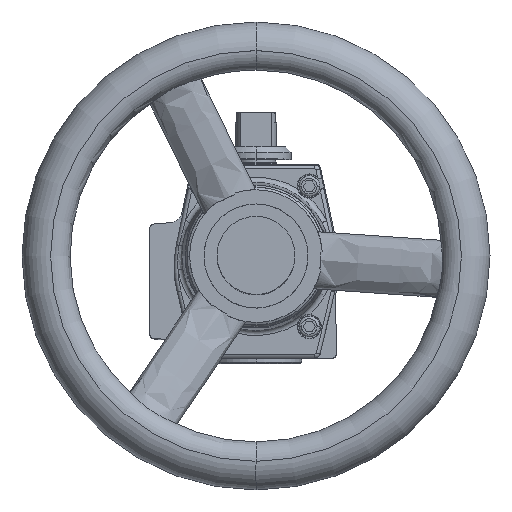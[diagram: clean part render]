
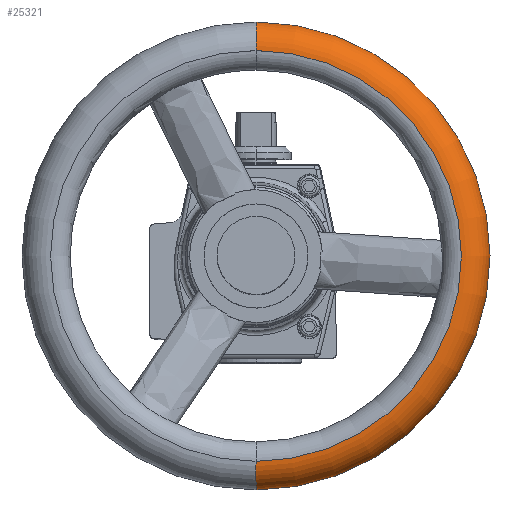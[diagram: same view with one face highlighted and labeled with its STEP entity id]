
A CAD part, top view. The second image highlights one B-rep face of the part: STEP entity #25321.
In plain terms, the highlighted toroidal (fillet/blend) face has major radius 79 mm and minor radius 11 mm.
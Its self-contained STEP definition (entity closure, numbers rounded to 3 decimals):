
#523 = CARTESIAN_POINT ( 'NONE',  ( -24.836, -24.836, -23.6 ) ) ;
#800 = DIRECTION ( 'NONE',  ( 1., 0., 0. ) ) ;
#945 = ORIENTED_EDGE ( 'NONE', *, *, #13150, .T. ) ;
#1001 = AXIS2_PLACEMENT_3D ( 'NONE', #11458, #22836, #2024 ) ;
#1414 = ORIENTED_EDGE ( 'NONE', *, *, #24942, .T. ) ;
#1916 = AXIS2_PLACEMENT_3D ( 'NONE', #28239, #21597, #800 ) ;
#2024 = DIRECTION ( 'NONE',  ( 1., 0., 0. ) ) ;
#2429 = AXIS2_PLACEMENT_3D ( 'NONE', #16290, #16083, #18859 ) ;
#3243 = EDGE_CURVE ( 'NONE', #22936, #22311, #25715, .T. ) ;
#3704 = ORIENTED_EDGE ( 'NONE', *, *, #15327, .T. ) ;
#3890 = DIRECTION ( 'NONE',  ( 1., 0., 0. ) ) ;
#4121 = CARTESIAN_POINT ( 'NONE',  ( -24.836, -103.836, -34.6 ) ) ;
#4999 = CARTESIAN_POINT ( 'NONE',  ( 54.164, -24.836, -34.6 ) ) ;
#5013 = DIRECTION ( 'NONE',  ( 0., -1., 0. ) ) ;
#6438 = CIRCLE ( 'NONE', #16451, 11. ) ;
#6756 = CARTESIAN_POINT ( 'NONE',  ( -24.836, -103.836, -12.6 ) ) ;
#6822 = EDGE_CURVE ( 'NONE', #21834, #11887, #8068, .T. ) ;
#7852 = CIRCLE ( 'NONE', #1916, 79. ) ;
#8068 = CIRCLE ( 'NONE', #2429, 11. ) ;
#10228 = DIRECTION ( 'NONE',  ( 0., 0., -1. ) ) ;
#10670 = CARTESIAN_POINT ( 'NONE',  ( -24.836, 54.164, -34.6 ) ) ;
#11458 = CARTESIAN_POINT ( 'NONE',  ( -24.836, -24.836, -12.6 ) ) ;
#11887 = VERTEX_POINT ( 'NONE', #6756 ) ;
#12299 = VERTEX_POINT ( 'NONE', #27347 ) ;
#12477 = FACE_OUTER_BOUND ( 'NONE', #28806, .T. ) ;
#12588 = CARTESIAN_POINT ( 'NONE',  ( -24.836, -24.836, -34.6 ) ) ;
#12613 = ORIENTED_EDGE ( 'NONE', *, *, #25669, .T. ) ;
#13150 = EDGE_CURVE ( 'NONE', #12299, #26266, #22128, .T. ) ;
#15028 = AXIS2_PLACEMENT_3D ( 'NONE', #29035, #17472, #3890 ) ;
#15327 = EDGE_CURVE ( 'NONE', #21834, #22936, #16306, .T. ) ;
#16078 = AXIS2_PLACEMENT_3D ( 'NONE', #523, #16606, #5013 ) ;
#16083 = DIRECTION ( 'NONE',  ( -1., 0., 0. ) ) ;
#16290 = CARTESIAN_POINT ( 'NONE',  ( -24.836, -103.836, -23.6 ) ) ;
#16306 = CIRCLE ( 'NONE', #15028, 79. ) ;
#16451 = AXIS2_PLACEMENT_3D ( 'NONE', #19031, #23642, #10228 ) ;
#16606 = DIRECTION ( 'NONE',  ( 0., 0., 1. ) ) ;
#17140 = AXIS2_PLACEMENT_3D ( 'NONE', #12588, #28627, #17176 ) ;
#17176 = DIRECTION ( 'NONE',  ( 1., 0., 0. ) ) ;
#17472 = DIRECTION ( 'NONE',  ( 0., 0., 1. ) ) ;
#18859 = DIRECTION ( 'NONE',  ( 0., 0., 1. ) ) ;
#19031 = CARTESIAN_POINT ( 'NONE',  ( -24.836, 54.164, -23.6 ) ) ;
#20351 = TOROIDAL_SURFACE ( 'NONE', #16078, 79., 11. ) ;
#21597 = DIRECTION ( 'NONE',  ( 0., 0., -1. ) ) ;
#21834 = VERTEX_POINT ( 'NONE', #4121 ) ;
#22128 = CIRCLE ( 'NONE', #1001, 79. ) ;
#22311 = VERTEX_POINT ( 'NONE', #10670 ) ;
#22836 = DIRECTION ( 'NONE',  ( 0., 0., -1. ) ) ;
#22936 = VERTEX_POINT ( 'NONE', #4999 ) ;
#23642 = DIRECTION ( 'NONE',  ( 1., 0., 0. ) ) ;
#24942 = EDGE_CURVE ( 'NONE', #22311, #12299, #6438, .T. ) ;
#25162 = CARTESIAN_POINT ( 'NONE',  ( 54.164, -24.836, -12.6 ) ) ;
#25321 = ADVANCED_FACE ( 'NONE', ( #12477 ), #20351, .T. ) ;
#25444 = ORIENTED_EDGE ( 'NONE', *, *, #6822, .F. ) ;
#25669 = EDGE_CURVE ( 'NONE', #26266, #11887, #7852, .T. ) ;
#25715 = CIRCLE ( 'NONE', #17140, 79. ) ;
#26266 = VERTEX_POINT ( 'NONE', #25162 ) ;
#26498 = ORIENTED_EDGE ( 'NONE', *, *, #3243, .T. ) ;
#27347 = CARTESIAN_POINT ( 'NONE',  ( -24.836, 54.164, -12.6 ) ) ;
#28239 = CARTESIAN_POINT ( 'NONE',  ( -24.836, -24.836, -12.6 ) ) ;
#28627 = DIRECTION ( 'NONE',  ( 0., 0., 1. ) ) ;
#28806 = EDGE_LOOP ( 'NONE', ( #3704, #26498, #1414, #945, #12613, #25444 ) ) ;
#29035 = CARTESIAN_POINT ( 'NONE',  ( -24.836, -24.836, -34.6 ) ) ;
